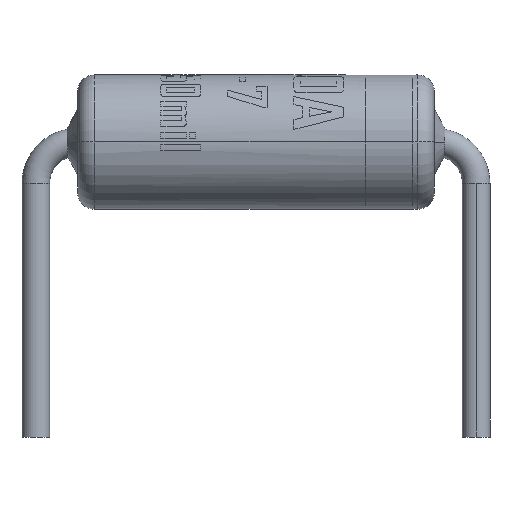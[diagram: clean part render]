
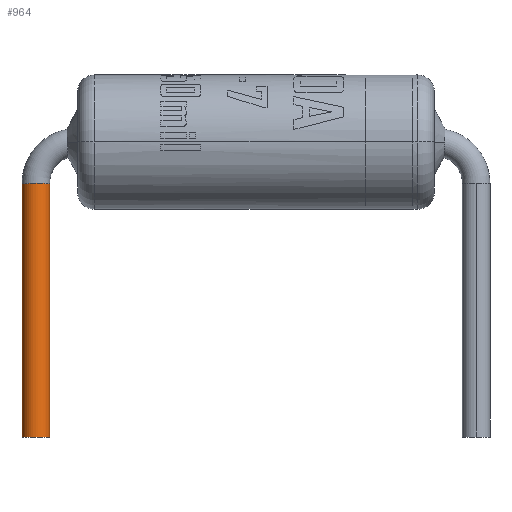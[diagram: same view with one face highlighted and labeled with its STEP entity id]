
A CAD part, top view. The second image highlights one B-rep face of the part: STEP entity #964.
In plain terms, the highlighted cylindrical face has radius 0.279 mm (diameter 0.558 mm), a partial arc.
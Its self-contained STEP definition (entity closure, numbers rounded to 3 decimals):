
#299 = EDGE_CURVE ( 'NONE', #3592, #1526, #1895, .T. ) ;
#467 = DIRECTION ( 'NONE',  ( 0., -1., 0. ) ) ;
#484 = CIRCLE ( 'NONE', #1484, 0.279 ) ;
#796 = DIRECTION ( 'NONE',  ( 0., 0., -1. ) ) ;
#917 = DIRECTION ( 'NONE',  ( 1., 0., 0. ) ) ;
#951 = EDGE_LOOP ( 'NONE', ( #2007, #4310, #2791, #1992 ) ) ;
#961 = FACE_OUTER_BOUND ( 'NONE', #951, .T. ) ;
#964 = ADVANCED_FACE ( 'NONE', ( #961 ), #3491, .T. ) ;
#1322 = VECTOR ( 'NONE', #2544, 1000. ) ;
#1484 = AXIS2_PLACEMENT_3D ( 'NONE', #4316, #3551, #2795 ) ;
#1526 = VERTEX_POINT ( 'NONE', #1976 ) ;
#1547 = VECTOR ( 'NONE', #1979, 1000. ) ;
#1895 = CIRCLE ( 'NONE', #4538, 0.279 ) ;
#1976 = CARTESIAN_POINT ( 'NONE',  ( 0.279, 1.518, 0. ) ) ;
#1979 = DIRECTION ( 'NONE',  ( 0., -1., 0. ) ) ;
#1992 = ORIENTED_EDGE ( 'NONE', *, *, #2529, .F. ) ;
#2007 = ORIENTED_EDGE ( 'NONE', *, *, #299, .F. ) ;
#2204 = CARTESIAN_POINT ( 'NONE',  ( -0.279, -3.6, 0. ) ) ;
#2280 = AXIS2_PLACEMENT_3D ( 'NONE', #2719, #467, #917 ) ;
#2412 = VERTEX_POINT ( 'NONE', #2204 ) ;
#2417 = EDGE_CURVE ( 'NONE', #3592, #2412, #4652, .T. ) ;
#2529 = EDGE_CURVE ( 'NONE', #1526, #3297, #3406, .T. ) ;
#2544 = DIRECTION ( 'NONE',  ( 0., -1., 0. ) ) ;
#2591 = DIRECTION ( 'NONE',  ( 0., 1., 0. ) ) ;
#2678 = CARTESIAN_POINT ( 'NONE',  ( 0.279, -3.6, 0. ) ) ;
#2719 = CARTESIAN_POINT ( 'NONE',  ( 0., 1.518, 0. ) ) ;
#2791 = ORIENTED_EDGE ( 'NONE', *, *, #3869, .T. ) ;
#2795 = DIRECTION ( 'NONE',  ( 0., 0., -1. ) ) ;
#2942 = CARTESIAN_POINT ( 'NONE',  ( 0., 1.518, 0. ) ) ;
#3297 = VERTEX_POINT ( 'NONE', #2678 ) ;
#3406 = LINE ( 'NONE', #4115, #1547 ) ;
#3491 = CYLINDRICAL_SURFACE ( 'NONE', #2280, 0.279 ) ;
#3551 = DIRECTION ( 'NONE',  ( 0., 1., 0. ) ) ;
#3592 = VERTEX_POINT ( 'NONE', #3661 ) ;
#3661 = CARTESIAN_POINT ( 'NONE',  ( -0.279, 1.518, 0. ) ) ;
#3869 = EDGE_CURVE ( 'NONE', #2412, #3297, #484, .T. ) ;
#4042 = CARTESIAN_POINT ( 'NONE',  ( -0.279, 1.518, 0. ) ) ;
#4115 = CARTESIAN_POINT ( 'NONE',  ( 0.279, 1.518, 0. ) ) ;
#4310 = ORIENTED_EDGE ( 'NONE', *, *, #2417, .T. ) ;
#4316 = CARTESIAN_POINT ( 'NONE',  ( 0., -3.6, 0. ) ) ;
#4538 = AXIS2_PLACEMENT_3D ( 'NONE', #2942, #2591, #796 ) ;
#4652 = LINE ( 'NONE', #4042, #1322 ) ;
